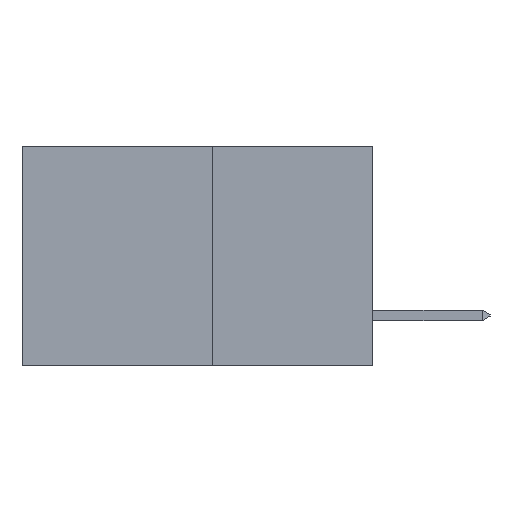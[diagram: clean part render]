
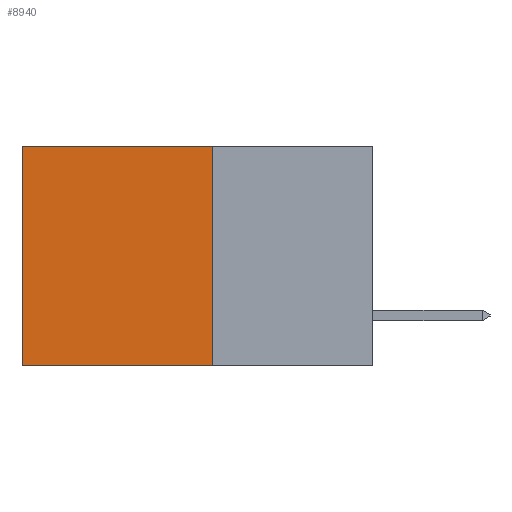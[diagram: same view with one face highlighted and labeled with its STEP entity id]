
A CAD part, left-side view. The second image highlights one B-rep face of the part: STEP entity #8940.
In plain terms, the highlighted planar face has unit normal (-1, 0, 0).
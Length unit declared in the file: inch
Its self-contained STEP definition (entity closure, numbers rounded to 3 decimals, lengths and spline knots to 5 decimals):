
#545 = ORIENTED_EDGE ( 'NONE', *, *, #7962, .T. ) ;
#709 = EDGE_CURVE ( 'NONE', #11256, #5816, #1935, .T. ) ;
#1578 = DIRECTION ( 'NONE',  ( 0., 1., 0. ) ) ;
#1903 = ORIENTED_EDGE ( 'NONE', *, *, #709, .F. ) ;
#1910 = ORIENTED_EDGE ( 'NONE', *, *, #3035, .F. ) ;
#1935 = LINE ( 'NONE', #9114, #4343 ) ;
#2198 = CARTESIAN_POINT ( 'NONE',  ( 0.277, 0.59, -0.37 ) ) ;
#3035 = EDGE_CURVE ( 'NONE', #7909, #11256, #6120, .T. ) ;
#3092 = CARTESIAN_POINT ( 'NONE',  ( 0.277, 0.59, -0.37 ) ) ;
#3149 = VECTOR ( 'NONE', #7559, 39.37008 ) ;
#3413 = EDGE_LOOP ( 'NONE', ( #3955, #1903, #1910, #545 ) ) ;
#3695 = LINE ( 'NONE', #6075, #6073 ) ;
#3762 = CARTESIAN_POINT ( 'NONE',  ( 0.277, 0.27, -0.37 ) ) ;
#3955 = ORIENTED_EDGE ( 'NONE', *, *, #7151, .T. ) ;
#4343 = VECTOR ( 'NONE', #1578, 39.37008 ) ;
#4668 = DIRECTION ( 'NONE',  ( 0., 0., -1. ) ) ;
#5816 = VERTEX_POINT ( 'NONE', #3092 ) ;
#6073 = VECTOR ( 'NONE', #10379, 39.37008 ) ;
#6075 = CARTESIAN_POINT ( 'NONE',  ( 0.277, 0.27, 0. ) ) ;
#6120 = LINE ( 'NONE', #6238, #10439 ) ;
#6238 = CARTESIAN_POINT ( 'NONE',  ( 0.277, 0.27, -0.37 ) ) ;
#6424 = PLANE ( 'NONE',  #9354 ) ;
#6667 = VERTEX_POINT ( 'NONE', #11155 ) ;
#7122 = DIRECTION ( 'NONE',  ( 0., 0., -1. ) ) ;
#7151 = EDGE_CURVE ( 'NONE', #6667, #5816, #10150, .T. ) ;
#7559 = DIRECTION ( 'NONE',  ( 0., 0., -1. ) ) ;
#7909 = VERTEX_POINT ( 'NONE', #8587 ) ;
#7962 = EDGE_CURVE ( 'NONE', #7909, #6667, #3695, .T. ) ;
#8587 = CARTESIAN_POINT ( 'NONE',  ( 0.277, 0.27, 0. ) ) ;
#8940 = ADVANCED_FACE ( 'NONE', ( #9310 ), #6424, .F. ) ;
#9114 = CARTESIAN_POINT ( 'NONE',  ( 0.277, 0.27, -0.37 ) ) ;
#9310 = FACE_OUTER_BOUND ( 'NONE', #3413, .T. ) ;
#9354 = AXIS2_PLACEMENT_3D ( 'NONE', #3762, #9885, #4668 ) ;
#9885 = DIRECTION ( 'NONE',  ( 1., 0., 0. ) ) ;
#10150 = LINE ( 'NONE', #2198, #3149 ) ;
#10325 = CARTESIAN_POINT ( 'NONE',  ( 0.277, 0.27, -0.37 ) ) ;
#10379 = DIRECTION ( 'NONE',  ( 0., 1., 0. ) ) ;
#10439 = VECTOR ( 'NONE', #7122, 39.37008 ) ;
#11155 = CARTESIAN_POINT ( 'NONE',  ( 0.277, 0.59, 0. ) ) ;
#11256 = VERTEX_POINT ( 'NONE', #10325 ) ;
